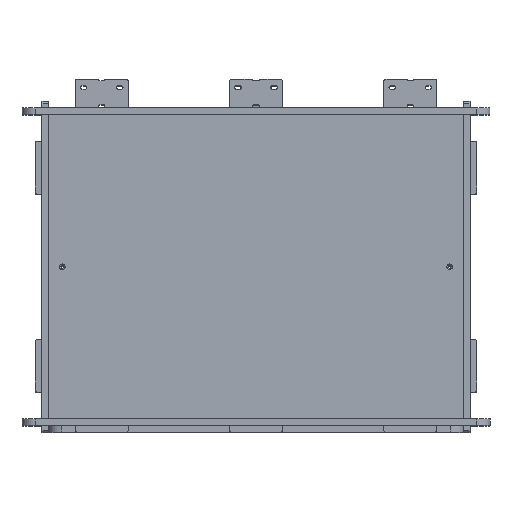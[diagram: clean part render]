
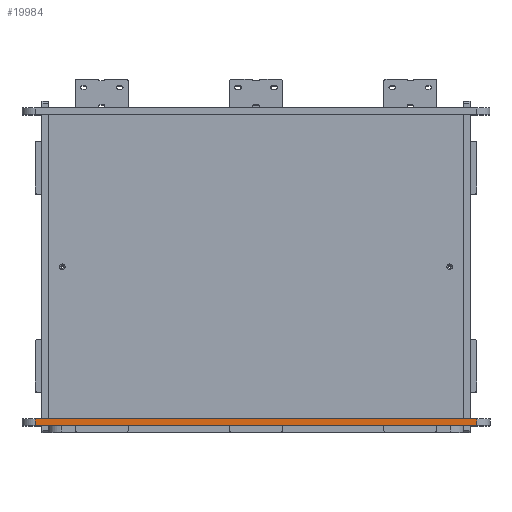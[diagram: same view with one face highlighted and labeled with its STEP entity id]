
A CAD part, top view. The second image highlights one B-rep face of the part: STEP entity #19984.
In plain terms, the highlighted planar face has unit normal (0, 0, 1).
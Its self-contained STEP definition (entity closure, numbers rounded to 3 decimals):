
#1014=PLANE('',#21387);
#1747=FACE_OUTER_BOUND('',#2815,.T.);
#2815=EDGE_LOOP('',(#15087,#15088,#15089,#15090));
#4412=LINE('',#29154,#6519);
#4413=LINE('',#29157,#6520);
#4414=LINE('',#29159,#6521);
#4415=LINE('',#29160,#6522);
#6519=VECTOR('',#24094,10.);
#6520=VECTOR('',#24097,10.);
#6521=VECTOR('',#24098,10.);
#6522=VECTOR('',#24099,10.);
#9106=VERTEX_POINT('',#29150);
#9107=VERTEX_POINT('',#29152);
#9108=VERTEX_POINT('',#29156);
#9109=VERTEX_POINT('',#29158);
#11404=EDGE_CURVE('',#9106,#9107,#4412,.T.);
#11405=EDGE_CURVE('',#9108,#9106,#4413,.T.);
#11406=EDGE_CURVE('',#9109,#9107,#4414,.T.);
#11407=EDGE_CURVE('',#9108,#9109,#4415,.T.);
#15087=ORIENTED_EDGE('',*,*,#11405,.T.);
#15088=ORIENTED_EDGE('',*,*,#11404,.T.);
#15089=ORIENTED_EDGE('',*,*,#11406,.F.);
#15090=ORIENTED_EDGE('',*,*,#11407,.F.);
#19984=ADVANCED_FACE('',(#1747),#1014,.T.);
#21387=AXIS2_PLACEMENT_3D('',#29155,#24095,#24096);
#24094=DIRECTION('',(0.,-1.,0.));
#24095=DIRECTION('center_axis',(0.,0.,1.));
#24096=DIRECTION('ref_axis',(-1.,0.,0.));
#24097=DIRECTION('',(-1.,0.,0.));
#24098=DIRECTION('',(-1.,0.,0.));
#24099=DIRECTION('',(0.,-1.,0.));
#29150=CARTESIAN_POINT('',(-1473.326,5686.226,359.));
#29152=CARTESIAN_POINT('',(-1473.326,5680.226,359.));
#29154=CARTESIAN_POINT('',(-1473.326,5686.226,359.));
#29155=CARTESIAN_POINT('Origin',(-1074.326,5686.226,359.));
#29156=CARTESIAN_POINT('',(-1074.326,5686.226,359.));
#29157=CARTESIAN_POINT('',(-1074.326,5686.226,359.));
#29158=CARTESIAN_POINT('',(-1074.326,5680.226,359.));
#29159=CARTESIAN_POINT('',(-1074.326,5680.226,359.));
#29160=CARTESIAN_POINT('',(-1074.326,5686.226,359.));
